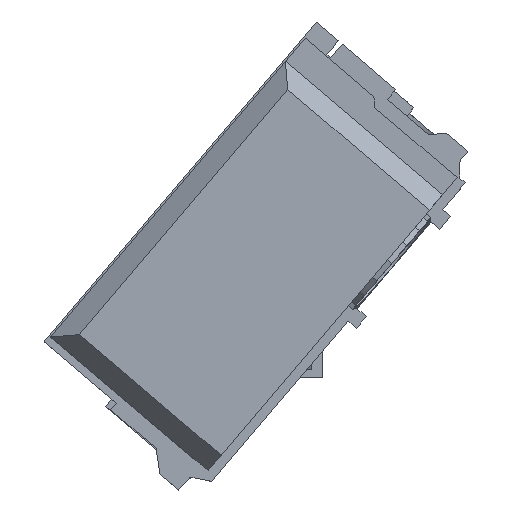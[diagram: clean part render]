
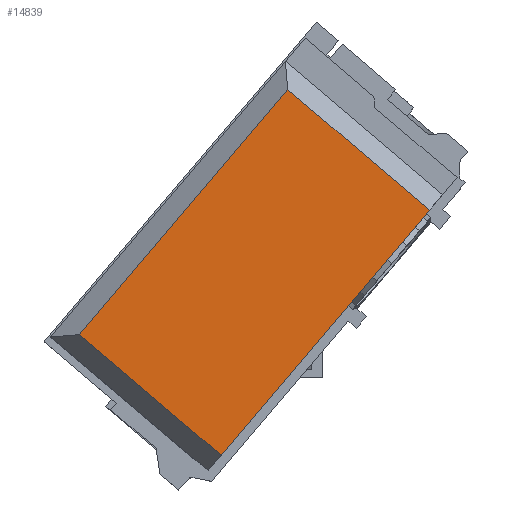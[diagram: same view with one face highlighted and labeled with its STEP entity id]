
A CAD part, top view. The second image highlights one B-rep face of the part: STEP entity #14839.
In plain terms, the highlighted planar face has unit normal (0, 0, 1).
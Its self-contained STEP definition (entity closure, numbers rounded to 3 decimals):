
#867=PLANE('',#16375);
#1830=LINE('',#23960,#3232);
#1833=LINE('',#23965,#3235);
#1835=LINE('',#23969,#3237);
#1837=LINE('',#23972,#3239);
#3232=VECTOR('',#19496,10.);
#3235=VECTOR('',#19501,10.);
#3237=VECTOR('',#19505,10.);
#3239=VECTOR('',#19509,10.);
#4645=FACE_OUTER_BOUND('',#5639,.T.);
#5639=EDGE_LOOP('',(#12287,#12288,#12289,#12290));
#7481=VERTEX_POINT('',#23957);
#7482=VERTEX_POINT('',#23959);
#7483=VERTEX_POINT('',#23964);
#7484=VERTEX_POINT('',#23968);
#9179=EDGE_CURVE('',#7481,#7482,#1830,.T.);
#9182=EDGE_CURVE('',#7482,#7483,#1833,.T.);
#9184=EDGE_CURVE('',#7483,#7484,#1835,.T.);
#9186=EDGE_CURVE('',#7481,#7484,#1837,.T.);
#12287=ORIENTED_EDGE('',*,*,#9184,.F.);
#12288=ORIENTED_EDGE('',*,*,#9182,.F.);
#12289=ORIENTED_EDGE('',*,*,#9179,.F.);
#12290=ORIENTED_EDGE('',*,*,#9186,.T.);
#14839=ADVANCED_FACE('',(#4645),#867,.T.);
#16375=AXIS2_PLACEMENT_3D('',#23971,#19507,#19508);
#19496=DIRECTION('',(0.,1.,0.));
#19501=DIRECTION('',(1.,0.,0.));
#19505=DIRECTION('',(0.,-1.,0.));
#19507=DIRECTION('center_axis',(0.,0.,1.));
#19508=DIRECTION('ref_axis',(1.,0.,0.));
#19509=DIRECTION('',(1.,0.,0.));
#23957=CARTESIAN_POINT('',(-55.75,-35.75,50.));
#23959=CARTESIAN_POINT('',(-55.75,28.75,50.));
#23960=CARTESIAN_POINT('',(-55.75,17.875,50.));
#23964=CARTESIAN_POINT('',(55.75,28.75,50.));
#23965=CARTESIAN_POINT('',(31.375,28.75,50.));
#23968=CARTESIAN_POINT('',(55.75,-35.75,50.));
#23969=CARTESIAN_POINT('',(55.75,-17.875,50.));
#23971=CARTESIAN_POINT('Origin',(0.,0.,
50.));
#23972=CARTESIAN_POINT('',(62.75,-35.75,50.));
